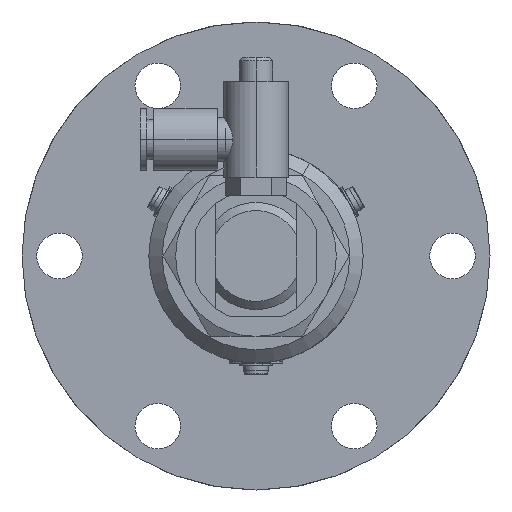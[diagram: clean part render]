
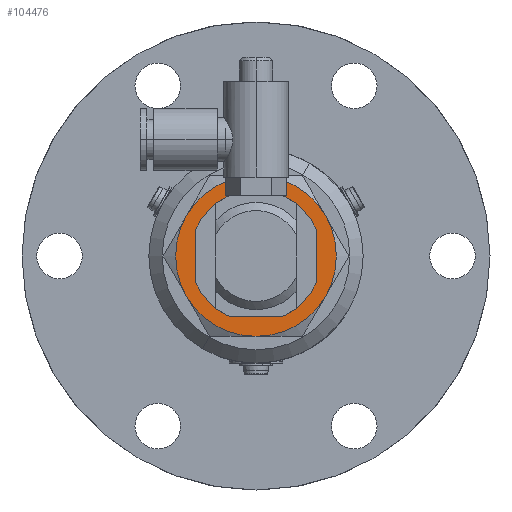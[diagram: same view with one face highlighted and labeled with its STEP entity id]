
A CAD part, front view. The second image highlights one B-rep face of the part: STEP entity #104476.
In plain terms, the highlighted face is planar.
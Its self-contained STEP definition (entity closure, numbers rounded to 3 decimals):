
#655 = AXIS2_PLACEMENT_3D ( 'NONE', #68623, #9090, #20628 ) ;
#1612 = AXIS2_PLACEMENT_3D ( 'NONE', #20665, #60071, #78472 ) ;
#1734 = CARTESIAN_POINT ( 'NONE',  ( 0., 0., -8. ) ) ;
#6431 = CIRCLE ( 'NONE', #1612, 12. ) ;
#8853 = VERTEX_POINT ( 'NONE', #71508 ) ;
#9090 = DIRECTION ( 'NONE',  ( 0., 0., -1. ) ) ;
#12804 = EDGE_LOOP ( 'NONE', ( #98624, #84734, #119306, #123865, #66741, #63641 ) ) ;
#15378 = VERTEX_POINT ( 'NONE', #66521 ) ;
#17271 = CARTESIAN_POINT ( 'NONE',  ( -6., -10.392, -8. ) ) ;
#18613 = VERTEX_POINT ( 'NONE', #17271 ) ;
#19247 = AXIS2_PLACEMENT_3D ( 'NONE', #103028, #62477, #93179 ) ;
#20628 = DIRECTION ( 'NONE',  ( -1., 0., 0. ) ) ;
#20665 = CARTESIAN_POINT ( 'NONE',  ( 0., 0., -8. ) ) ;
#20692 = AXIS2_PLACEMENT_3D ( 'NONE', #80834, #50941, #23082 ) ;
#23082 = DIRECTION ( 'NONE',  ( -1., 0., 0. ) ) ;
#23630 = FACE_OUTER_BOUND ( 'NONE', #12804, .T. ) ;
#24602 = EDGE_CURVE ( 'NONE', #15378, #18613, #6431, .T. ) ;
#27292 = CIRCLE ( 'NONE', #47771, 12. ) ;
#27298 = VERTEX_POINT ( 'NONE', #81397 ) ;
#28122 = CARTESIAN_POINT ( 'NONE',  ( 0., 0., -8. ) ) ;
#28904 = EDGE_CURVE ( 'NONE', #77816, #53860, #102586, .T. ) ;
#29317 = AXIS2_PLACEMENT_3D ( 'NONE', #119598, #70446, #60996 ) ;
#34404 = CARTESIAN_POINT ( 'NONE',  ( 0., 0., -8. ) ) ;
#34499 = CARTESIAN_POINT ( 'NONE',  ( 6., 10.392, -8. ) ) ;
#37715 = ORIENTED_EDGE ( 'NONE', *, *, #28904, .T. ) ;
#40994 = ORIENTED_EDGE ( 'NONE', *, *, #64352, .T. ) ;
#41516 = EDGE_CURVE ( 'NONE', #27298, #15378, #50787, .T. ) ;
#43516 = FACE_BOUND ( 'NONE', #45739, .T. ) ;
#45197 = AXIS2_PLACEMENT_3D ( 'NONE', #56698, #66140, #123837 ) ;
#45739 = EDGE_LOOP ( 'NONE', ( #40994, #37715 ) ) ;
#47032 = CARTESIAN_POINT ( 'NONE',  ( -8., 0., -8. ) ) ;
#47771 = AXIS2_PLACEMENT_3D ( 'NONE', #28122, #58970, #78625 ) ;
#50787 = CIRCLE ( 'NONE', #19247, 12. ) ;
#50941 = DIRECTION ( 'NONE',  ( 0., 0., 1. ) ) ;
#53860 = VERTEX_POINT ( 'NONE', #74358 ) ;
#56698 = CARTESIAN_POINT ( 'NONE',  ( 0., 0., -8. ) ) ;
#58970 = DIRECTION ( 'NONE',  ( 0., 0., 1. ) ) ;
#60071 = DIRECTION ( 'NONE',  ( 0., 0., 1. ) ) ;
#60996 = DIRECTION ( 'NONE',  ( -1., 0., 0. ) ) ;
#62477 = DIRECTION ( 'NONE',  ( 0., 0., 1. ) ) ;
#62788 = EDGE_CURVE ( 'NONE', #8853, #66935, #106066, .T. ) ;
#62959 = VERTEX_POINT ( 'NONE', #34499 ) ;
#63641 = ORIENTED_EDGE ( 'NONE', *, *, #115799, .F. ) ;
#64352 = EDGE_CURVE ( 'NONE', #53860, #77816, #101280, .T. ) ;
#66140 = DIRECTION ( 'NONE',  ( 0., 0., 1. ) ) ;
#66521 = CARTESIAN_POINT ( 'NONE',  ( -12., 0., -8. ) ) ;
#66741 = ORIENTED_EDGE ( 'NONE', *, *, #62788, .F. ) ;
#66935 = VERTEX_POINT ( 'NONE', #77020 ) ;
#68623 = CARTESIAN_POINT ( 'NONE',  ( 0., 13.856, -8. ) ) ;
#69389 = DIRECTION ( 'NONE',  ( 0., 0., 1. ) ) ;
#70446 = DIRECTION ( 'NONE',  ( 0., 0., 1. ) ) ;
#71508 = CARTESIAN_POINT ( 'NONE',  ( 6., -10.392, -8. ) ) ;
#72060 = EDGE_CURVE ( 'NONE', #62959, #27298, #27292, .T. ) ;
#74358 = CARTESIAN_POINT ( 'NONE',  ( 8., 0., -8. ) ) ;
#77020 = CARTESIAN_POINT ( 'NONE',  ( 12., 0., -8. ) ) ;
#77816 = VERTEX_POINT ( 'NONE', #47032 ) ;
#78472 = DIRECTION ( 'NONE',  ( -1., 0., 0. ) ) ;
#78625 = DIRECTION ( 'NONE',  ( -1., 0., 0. ) ) ;
#79240 = PLANE ( 'NONE',  #655 ) ;
#80834 = CARTESIAN_POINT ( 'NONE',  ( 0., 0., -8. ) ) ;
#81397 = CARTESIAN_POINT ( 'NONE',  ( -6., 10.392, -8. ) ) ;
#84489 = DIRECTION ( 'NONE',  ( 0., 0., 1. ) ) ;
#84734 = ORIENTED_EDGE ( 'NONE', *, *, #41516, .F. ) ;
#89800 = DIRECTION ( 'NONE',  ( -1., 0., 0. ) ) ;
#91675 = CIRCLE ( 'NONE', #29317, 12. ) ;
#92256 = AXIS2_PLACEMENT_3D ( 'NONE', #34404, #84489, #113603 ) ;
#93179 = DIRECTION ( 'NONE',  ( -1., 0., 0. ) ) ;
#94396 = CIRCLE ( 'NONE', #45197, 12. ) ;
#98624 = ORIENTED_EDGE ( 'NONE', *, *, #24602, .F. ) ;
#99222 = EDGE_CURVE ( 'NONE', #66935, #62959, #94396, .T. ) ;
#100131 = AXIS2_PLACEMENT_3D ( 'NONE', #1734, #69389, #89800 ) ;
#101280 = CIRCLE ( 'NONE', #92256, 8. ) ;
#102586 = CIRCLE ( 'NONE', #20692, 8. ) ;
#103028 = CARTESIAN_POINT ( 'NONE',  ( 0., 0., -8. ) ) ;
#104476 = ADVANCED_FACE ( 'NONE', ( #23630, #43516 ), #79240, .T. ) ;
#106066 = CIRCLE ( 'NONE', #100131, 12. ) ;
#113603 = DIRECTION ( 'NONE',  ( -1., 0., 0. ) ) ;
#115799 = EDGE_CURVE ( 'NONE', #18613, #8853, #91675, .T. ) ;
#119306 = ORIENTED_EDGE ( 'NONE', *, *, #72060, .F. ) ;
#119598 = CARTESIAN_POINT ( 'NONE',  ( 0., 0., -8. ) ) ;
#123837 = DIRECTION ( 'NONE',  ( 1., 0., 0. ) ) ;
#123865 = ORIENTED_EDGE ( 'NONE', *, *, #99222, .F. ) ;
